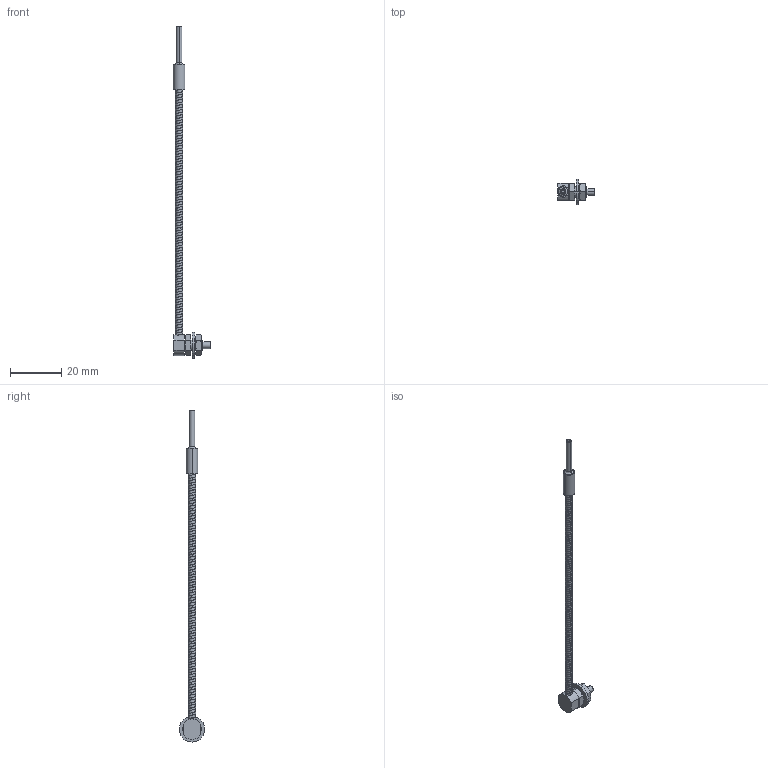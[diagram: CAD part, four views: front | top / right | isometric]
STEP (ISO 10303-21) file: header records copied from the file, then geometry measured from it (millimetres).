
FILE_DESCRIPTION((''),'2;1');
FILE_NAME('184513_ASM','2015-07-09T',('pdmadmin'),(''),'PRO/ENGINEER BY PARAMETRIC TECHNOLOGY CORPORATION, 2013230','PRO/ENGINEER BY PARAMETRIC TECHNOLOGY CORPORATION, 2013230','');
FILE_SCHEMA(('CONFIG_CONTROL_DESIGN'));
Length unit declared in the file: millimetre
Products named in the file (4): 93950_AF0; 08394_M4_ITLW_NI; 08397_M4_X_0_7_HEX_JAM_NUT_NI; 184513_ASM
Assembly tree (4 placements, depth 2):
  184513_ASM
    93950_AF0
    08394_M4_ITLW_NI
    08397_M4_X_0_7_HEX_JAM_NUT_NI  x2
Bounding box: 14.6 x 10 x 130 mm (x, y, z)
Volume: 1243.8 mm3; surface area: 2041.3 mm2
Topology: 4 solids, 4 shells, 341 faces, 864 edges, 538 vertices
Faces by surface type: cylinder 179, cone 70, plane 49, bspline 40, torus 2, extrusion 1
Entity records: 18224 total; most frequent: CARTESIAN_POINT 11482, ORIENTED_EDGE 1520, DIRECTION 1185, EDGE_CURVE 760, VERTEX_POINT 482, AXIS2_PLACEMENT_3D 439, VECTOR 307, LINE 306
